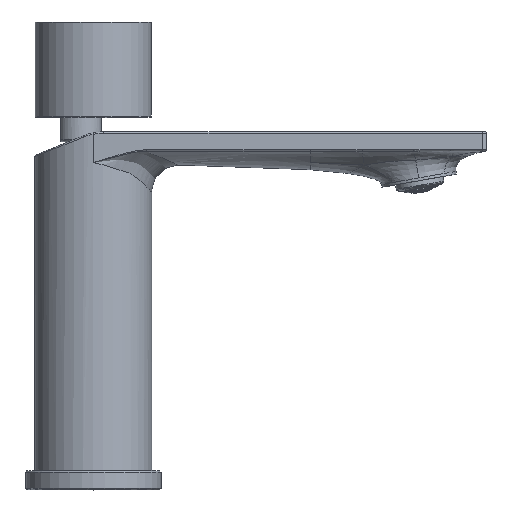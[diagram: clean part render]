
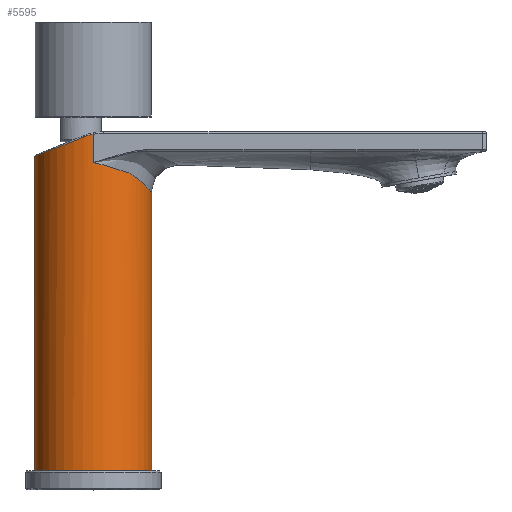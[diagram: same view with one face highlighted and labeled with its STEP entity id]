
A CAD part, top view. The second image highlights one B-rep face of the part: STEP entity #5595.
In plain terms, the highlighted cylindrical face has radius 21.5 mm (diameter 43 mm), a partial arc.
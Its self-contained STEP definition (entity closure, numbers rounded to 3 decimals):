
#1=CARTESIAN_POINT('',(-3.499,125.08,21.213));
#2=CARTESIAN_POINT('',(-3.14,125.222,21.273));
#3=CARTESIAN_POINT('',(-2.406,125.487,21.375));
#4=CARTESIAN_POINT('',(-1.239,125.835,21.476));
#5=CARTESIAN_POINT('',(-0.427,126.024,21.5));
#6=CARTESIAN_POINT('',(0.,126.109,21.5));
#8=DIRECTION('',(0.,-1.,0.));
#9=VECTOR('',#8,10.425);
#10=CARTESIAN_POINT('',(0.,126.109,21.5));
#11=LINE('',#10,#9);
#12=CARTESIAN_POINT('',(0.,115.684,21.5));
#13=CARTESIAN_POINT('',(0.147,115.652,21.5));
#14=CARTESIAN_POINT('',(0.566,115.56,21.496));
#15=CARTESIAN_POINT('',(1.251,115.405,21.469));
#16=CARTESIAN_POINT('',(2.054,115.213,21.407));
#17=CARTESIAN_POINT('',(2.85,115.011,21.315));
#18=CARTESIAN_POINT('',(3.643,114.799,21.194));
#19=CARTESIAN_POINT('',(4.437,114.573,21.043));
#20=CARTESIAN_POINT('',(5.233,114.336,20.859));
#21=CARTESIAN_POINT('',(6.032,114.088,20.642));
#22=CARTESIAN_POINT('',(6.829,113.833,20.392));
#23=CARTESIAN_POINT('',(7.615,113.576,20.112));
#24=CARTESIAN_POINT('',(8.366,113.331,19.811));
#25=CARTESIAN_POINT('',(9.052,113.108,19.506));
#26=CARTESIAN_POINT('',(9.657,112.915,19.213));
#27=CARTESIAN_POINT('',(10.178,112.752,18.941));
#28=CARTESIAN_POINT('',(10.628,112.614,18.692));
#29=CARTESIAN_POINT('',(11.018,112.497,18.464));
#30=CARTESIAN_POINT('',(11.364,112.394,18.253));
#31=CARTESIAN_POINT('',(11.674,112.302,18.055));
#32=CARTESIAN_POINT('',(11.958,112.219,17.869));
#33=CARTESIAN_POINT('',(12.218,112.142,17.692));
#34=CARTESIAN_POINT('',(12.457,112.07,17.524));
#35=CARTESIAN_POINT('',(12.676,112.004,17.367));
#36=CARTESIAN_POINT('',(12.873,111.943,17.221));
#37=CARTESIAN_POINT('',(13.049,111.886,17.088));
#38=CARTESIAN_POINT('',(13.206,111.835,16.967));
#39=CARTESIAN_POINT('',(13.346,111.787,16.857));
#40=CARTESIAN_POINT('',(13.47,111.743,16.758));
#41=CARTESIAN_POINT('',(13.581,111.702,16.668));
#42=CARTESIAN_POINT('',(13.681,111.663,16.586));
#43=CARTESIAN_POINT('',(13.77,111.626,16.511));
#44=CARTESIAN_POINT('',(13.852,111.591,16.443));
#45=CARTESIAN_POINT('',(13.928,111.557,16.379));
#46=CARTESIAN_POINT('',(14.,111.522,16.317));
#47=CARTESIAN_POINT('',(14.073,111.484,16.255));
#48=CARTESIAN_POINT('',(14.148,111.443,16.19));
#49=CARTESIAN_POINT('',(14.228,111.395,16.119));
#50=CARTESIAN_POINT('',(14.318,111.339,16.039));
#51=CARTESIAN_POINT('',(14.422,111.271,15.946));
#52=CARTESIAN_POINT('',(14.532,111.197,15.845));
#53=CARTESIAN_POINT('',(14.643,111.12,15.743));
#54=CARTESIAN_POINT('',(14.75,111.043,15.642));
#55=CARTESIAN_POINT('',(14.858,110.965,15.54));
#56=CARTESIAN_POINT('',(14.972,110.881,15.431));
#57=CARTESIAN_POINT('',(15.1,110.785,15.306));
#58=CARTESIAN_POINT('',(15.247,110.674,15.159));
#59=CARTESIAN_POINT('',(15.415,110.545,14.988));
#60=CARTESIAN_POINT('',(15.604,110.399,14.792));
#61=CARTESIAN_POINT('',(15.812,110.235,14.57));
#62=CARTESIAN_POINT('',(16.04,110.054,14.318));
#63=CARTESIAN_POINT('',(16.291,109.852,14.032));
#64=CARTESIAN_POINT('',(16.566,109.625,13.707));
#65=CARTESIAN_POINT('',(16.869,109.371,13.334));
#66=CARTESIAN_POINT('',(17.201,109.083,12.903));
#67=CARTESIAN_POINT('',(17.561,108.761,12.41));
#68=CARTESIAN_POINT('',(17.938,108.412,11.86));
#69=CARTESIAN_POINT('',(18.322,108.043,11.257));
#70=CARTESIAN_POINT('',(18.705,107.663,10.61));
#71=CARTESIAN_POINT('',(19.072,107.287,9.935));
#72=CARTESIAN_POINT('',(19.409,106.936,9.259));
#73=CARTESIAN_POINT('',(19.709,106.619,8.601));
#74=CARTESIAN_POINT('',(19.976,106.336,7.961));
#75=CARTESIAN_POINT('',(20.212,106.085,7.34));
#76=CARTESIAN_POINT('',(20.419,105.865,6.74));
#77=CARTESIAN_POINT('',(20.601,105.675,6.162));
#78=CARTESIAN_POINT('',(20.76,105.511,5.602));
#79=CARTESIAN_POINT('',(20.9,105.368,5.053));
#80=CARTESIAN_POINT('',(21.024,105.244,4.51));
#81=CARTESIAN_POINT('',(21.133,105.137,3.967));
#82=CARTESIAN_POINT('',(21.228,105.045,3.423));
#83=CARTESIAN_POINT('',(21.31,104.969,2.874));
#84=CARTESIAN_POINT('',(21.377,104.907,2.318));
#85=CARTESIAN_POINT('',(21.431,104.859,1.754));
#86=CARTESIAN_POINT('',(21.47,104.825,1.18));
#87=CARTESIAN_POINT('',(21.495,104.805,0.594));
#88=CARTESIAN_POINT('',(21.5,104.801,0.199));
#89=CARTESIAN_POINT('',(21.5,104.801,0.));
#91=DIRECTION('',(0.,-1.,0.));
#92=VECTOR('',#91,102.801);
#93=CARTESIAN_POINT('',(21.5,104.801,0.));
#94=LINE('',#93,#92);
#95=CARTESIAN_POINT('',(0.,2.,0.));
#96=DIRECTION('',(0.,1.,0.));
#97=DIRECTION('',(-1.,0.,0.));
#98=AXIS2_PLACEMENT_3D('',#95,#96,#97);
#207=DIRECTION('',(0.,-1.,0.));
#208=VECTOR('',#207,115.976);
#209=CARTESIAN_POINT('',(-21.5,117.976,0.));
#210=LINE('',#209,#208);
#569=CARTESIAN_POINT('',(-3.499,125.08,21.213));
#570=CARTESIAN_POINT('',(-4.812,124.562,20.997));
#571=CARTESIAN_POINT('',(-7.358,123.557,20.331));
#572=CARTESIAN_POINT('',(-10.88,122.167,18.666));
#573=CARTESIAN_POINT('',(-13.881,120.983,16.574));
#574=CARTESIAN_POINT('',(-16.782,119.838,13.637));
#575=CARTESIAN_POINT('',(-18.886,119.008,10.502));
#576=CARTESIAN_POINT('',(-20.451,118.39,6.985));
#577=CARTESIAN_POINT('',(-21.32,118.047,3.45));
#578=CARTESIAN_POINT('',(-21.5,117.976,1.131));
#579=CARTESIAN_POINT('',(-21.5,117.976,0.));
#5055=CARTESIAN_POINT('',(-21.5,2.,0.));
#5056=CARTESIAN_POINT('',(21.5,2.,0.));
#5057=VERTEX_POINT('',#5055);
#5058=VERTEX_POINT('',#5056);
#5059=CARTESIAN_POINT('',(-21.5,117.976,0.));
#5060=VERTEX_POINT('',#5059);
#5061=VERTEX_POINT('',#569);
#5062=VERTEX_POINT('',#6);
#5063=CARTESIAN_POINT('',(0.,115.684,
21.5));
#5064=VERTEX_POINT('',#5063);
#5065=VERTEX_POINT('',#89);
#5574=CARTESIAN_POINT('',(0.,133.35,0.));
#5575=DIRECTION('',(0.,-1.,0.));
#5576=DIRECTION('',(-1.,0.,0.));
#5577=AXIS2_PLACEMENT_3D('',#5574,#5575,#5576);
#5578=CYLINDRICAL_SURFACE('',#5577,21.5);
#5580=ORIENTED_EDGE('',*,*,#5579,.F.);
#5582=ORIENTED_EDGE('',*,*,#5581,.F.);
#5584=ORIENTED_EDGE('',*,*,#5583,.F.);
#5586=ORIENTED_EDGE('',*,*,#5585,.T.);
#5588=ORIENTED_EDGE('',*,*,#5587,.T.);
#5590=ORIENTED_EDGE('',*,*,#5589,.T.);
#5592=ORIENTED_EDGE('',*,*,#5591,.T.);
#5593=EDGE_LOOP('',(#5580,#5582,#5584,#5586,#5588,#5590,#5592));
#5594=FACE_OUTER_BOUND('',#5593,.F.);
#5595=ADVANCED_FACE('',(#5594),#5578,.T.);
#7=B_SPLINE_CURVE_WITH_KNOTS('',3,(#1,#2,#3,#4,#5,#6),.UNSPECIFIED.,.F.,.F.,(4,
1,1,4),(0.,0.319,0.644,1.),.UNSPECIFIED.);
#90=B_SPLINE_CURVE_WITH_KNOTS('',3,(#12,#13,#14,#15,#16,#17,#18,#19,#20,#21,#22,
#23,#24,#25,#26,#27,#28,#29,#30,#31,#32,#33,#34,#35,#36,#37,#38,#39,#40,#41,#42,
#43,#44,#45,#46,#47,#48,#49,#50,#51,#52,#53,#54,#55,#56,#57,#58,#59,#60,#61,#62,
#63,#64,#65,#66,#67,#68,#69,#70,#71,#72,#73,#74,#75,#76,#77,#78,#79,#80,#81,#82,
#83,#84,#85,#86,#87,#88,#89),.UNSPECIFIED.,.F.,.F.,(4,1,1,1,1,1,1,1,1,1,1,1,1,1,
1,1,1,1,1,1,1,1,1,1,1,1,1,1,1,1,1,1,1,1,1,1,1,1,1,1,1,1,1,1,1,1,1,1,1,1,1,1,1,1,
1,1,1,1,1,1,1,1,1,1,1,1,1,1,1,1,1,1,1,1,1,4),(0.,0.012,
0.034,0.056,0.078,0.1,
0.123,0.146,0.169,0.193,
0.217,0.24,0.262,0.281,
0.298,0.312,0.325,0.336,
0.347,0.356,0.366,0.374,
0.382,0.389,0.396,0.402,
0.408,0.413,0.417,0.421,
0.426,0.429,0.433,0.437,
0.441,0.445,0.45,0.456,
0.463,0.469,0.475,0.481,
0.486,0.491,0.497,0.504,
0.511,0.52,0.529,0.54,
0.551,0.565,0.58,0.596,
0.616,0.637,0.659,0.682,
0.706,0.729,0.75,0.771,
0.79,0.808,0.825,0.841,
0.857,0.873,0.888,0.904,
0.919,0.935,0.95,0.967,
0.983,1.),.UNSPECIFIED.);
#99=CIRCLE('',#98,21.5);
#580=B_SPLINE_CURVE_WITH_KNOTS('',3,(#569,#570,#571,#572,#573,#574,#575,#576,
#577,#578,#579),.UNSPECIFIED.,.F.,.F.,(4,1,1,1,1,1,1,1,4),(0.,0.125,0.25,
0.375,0.5,0.625,0.75,0.875,1.),.UNSPECIFIED.);
#5579=EDGE_CURVE('',#5057,#5058,#99,.T.);
#5581=EDGE_CURVE('',#5060,#5057,#210,.T.);
#5583=EDGE_CURVE('',#5061,#5060,#580,.T.);
#5585=EDGE_CURVE('',#5061,#5062,#7,.T.);
#5587=EDGE_CURVE('',#5062,#5064,#11,.T.);
#5589=EDGE_CURVE('',#5064,#5065,#90,.T.);
#5591=EDGE_CURVE('',#5065,#5058,#94,.T.);
